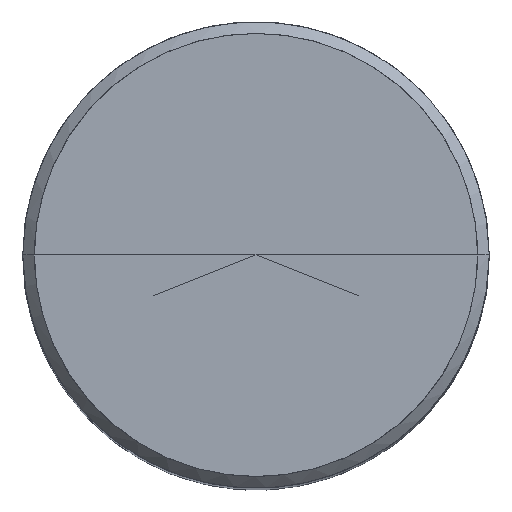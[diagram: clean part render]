
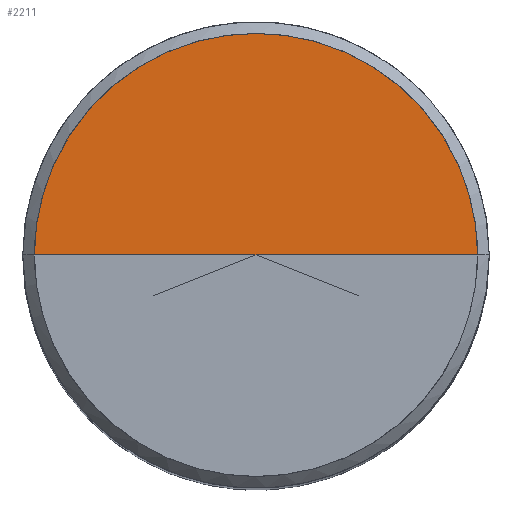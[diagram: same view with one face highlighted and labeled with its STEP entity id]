
A CAD part, top view. The second image highlights one B-rep face of the part: STEP entity #2211.
In plain terms, the highlighted free-form (B-spline) face has degree [1, 2] with [2, 5] control points.
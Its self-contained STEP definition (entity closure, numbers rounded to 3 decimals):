
#1946=CARTESIAN_POINT('',(9.5,0.0,50.0));
#1947=CARTESIAN_POINT('',(9.5,9.5,50.0));
#1948=CARTESIAN_POINT('',(0.0,9.5,50.0));
#1949=CARTESIAN_POINT('',(-9.5,9.5,50.0));
#1950=CARTESIAN_POINT('',(-9.5,0.0,50.0));
#1951=CARTESIAN_POINT('',(0.0,0.0,50.0));
#2196=(
BOUNDED_SURFACE()
B_SPLINE_SURFACE(1,2,(
(#1946,#1947,#1948,#1949,#1950),
(#1951,#1951,#1951,#1951,#1951)
), .UNSPECIFIED.,.F.,.F.,.F.)
B_SPLINE_SURFACE_WITH_KNOTS((2,2),(3,2,3),(
0.0,1.0),(
0.0,0.5,1.0), .UNSPECIFIED.)
GEOMETRIC_REPRESENTATION_ITEM()
RATIONAL_B_SPLINE_SURFACE(((1.0,0.707,1.0,0.707,1.0),
(1.0,0.707,1.0,0.707,1.0)
))
REPRESENTATION_ITEM('')
SURFACE()
);
#2197=(
BOUNDED_CURVE()
B_SPLINE_CURVE(2,(#1950,#1949,#1948,#1947,#1946),.UNSPECIFIED.,.F.,.F.)
B_SPLINE_CURVE_WITH_KNOTS((3,2,3),
(0.0,0.5,1.0),.UNSPECIFIED.)
CURVE()
GEOMETRIC_REPRESENTATION_ITEM()
RATIONAL_B_SPLINE_CURVE((1.0,0.707,1.0,0.707,1.0))
REPRESENTATION_ITEM('')
);
#2198=(
BOUNDED_CURVE()
B_SPLINE_CURVE(1,(#1946,#1951),.UNSPECIFIED.,.F.,.F.)
B_SPLINE_CURVE_WITH_KNOTS((2,2),
(0.0,1.0),.UNSPECIFIED.)
CURVE()
GEOMETRIC_REPRESENTATION_ITEM()
RATIONAL_B_SPLINE_CURVE((1.0,1.0))
REPRESENTATION_ITEM('')
);
#2199=(
BOUNDED_CURVE()
B_SPLINE_CURVE(1,(#1951,#1950),.UNSPECIFIED.,.F.,.F.)
B_SPLINE_CURVE_WITH_KNOTS((2,2),
(0.0,1.0),.UNSPECIFIED.)
CURVE()
GEOMETRIC_REPRESENTATION_ITEM()
RATIONAL_B_SPLINE_CURVE((1.0,1.0))
REPRESENTATION_ITEM('')
);
#2200=VERTEX_POINT('',#1946);
#2201=VERTEX_POINT('',#1950);
#2202=VERTEX_POINT('',#1951);
#2203=EDGE_CURVE('',#2201,#2200,#2197,.T.);
#2204=EDGE_CURVE('',#2200,#2202,#2198,.T.);
#2205=EDGE_CURVE('',#2202,#2201,#2199,.T.);
#2206=ORIENTED_EDGE('',*,*,#2203,.T.);
#2207=ORIENTED_EDGE('',*,*,#2204,.T.);
#2208=ORIENTED_EDGE('',*,*,#2205,.T.);
#2209=EDGE_LOOP('',(#2206,#2207,#2208));
#2210=FACE_OUTER_BOUND('',#2209,.T.);
#2211=ADVANCED_FACE('',(#2210),#2196,.T.);
